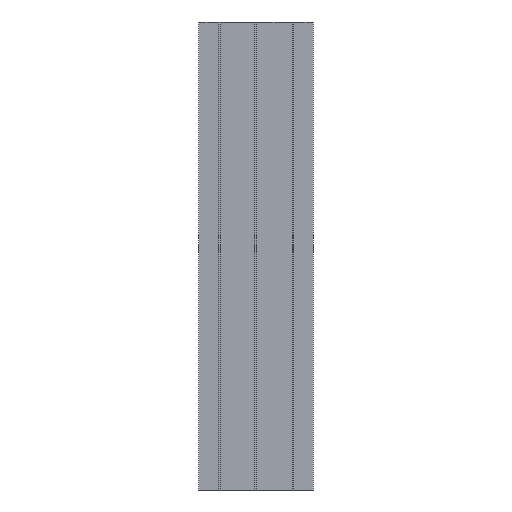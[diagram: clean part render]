
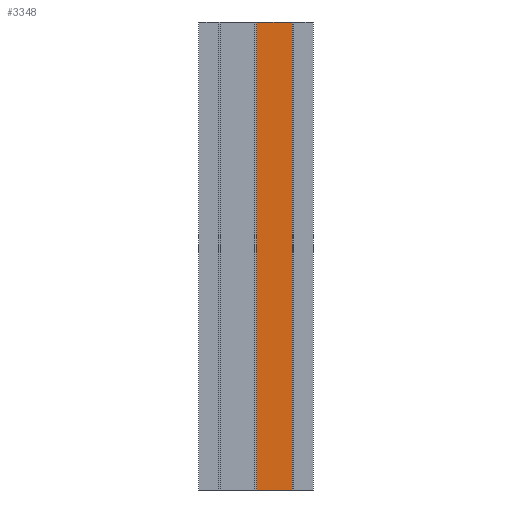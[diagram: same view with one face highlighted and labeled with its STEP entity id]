
A CAD part, left-side view. The second image highlights one B-rep face of the part: STEP entity #3348.
In plain terms, the highlighted planar face has unit normal (-1, 0, 0).
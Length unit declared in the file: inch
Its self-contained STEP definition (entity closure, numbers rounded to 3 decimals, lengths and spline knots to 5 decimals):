
#35 = EDGE_CURVE ( 'NONE', #511, #514, #2067, .T. ) ;
#72 = EDGE_CURVE ( 'NONE', #2815, #541, #2418, .T. ) ;
#76 = EDGE_CURVE ( 'NONE', #511, #2815, #1400, .T. ) ;
#80 = EDGE_CURVE ( 'NONE', #514, #541, #1415, .T. ) ;
#177 = AXIS2_PLACEMENT_3D ( 'NONE', #2543, #2568, #2570 ) ;
#511 = VERTEX_POINT ( 'NONE', #2050 ) ;
#514 = VERTEX_POINT ( 'NONE', #1938 ) ;
#541 = VERTEX_POINT ( 'NONE', #2406 ) ;
#624 = ORIENTED_EDGE ( 'NONE', *, *, #80, .T. ) ;
#654 = ORIENTED_EDGE ( 'NONE', *, *, #35, .T. ) ;
#1025 = FACE_OUTER_BOUND ( 'NONE', #1863, .T. ) ;
#1375 = ORIENTED_EDGE ( 'NONE', *, *, #72, .F. ) ;
#1400 = LINE ( 'NONE', #3596, #2168 ) ;
#1415 = LINE ( 'NONE', #3662, #2603 ) ;
#1439 = VECTOR ( 'NONE', #3803, 39.37008 ) ;
#1863 = EDGE_LOOP ( 'NONE', ( #624, #1375, #2327, #654 ) ) ;
#1938 = CARTESIAN_POINT ( 'NONE',  ( -0.20365, -0.28321, 0. ) ) ;
#2050 = CARTESIAN_POINT ( 'NONE',  ( -0.20365, -0.28321, 9. ) ) ;
#2067 = LINE ( 'NONE', #3601, #2526 ) ;
#2168 = VECTOR ( 'NONE', #3595, 39.37008 ) ;
#2311 = CARTESIAN_POINT ( 'NONE',  ( -0.20365, -0.95929, 9. ) ) ;
#2327 = ORIENTED_EDGE ( 'NONE', *, *, #76, .F. ) ;
#2406 = CARTESIAN_POINT ( 'NONE',  ( -0.20365, -0.95929, 0. ) ) ;
#2418 = LINE ( 'NONE', #3762, #1439 ) ;
#2526 = VECTOR ( 'NONE', #3504, 39.37008 ) ;
#2543 = CARTESIAN_POINT ( 'NONE',  ( -0.20365, -0.95929, 9. ) ) ;
#2554 = PLANE ( 'NONE',  #177 ) ;
#2568 = DIRECTION ( 'NONE',  ( 1., 0., 0. ) ) ;
#2570 = DIRECTION ( 'NONE',  ( 0., 0., -1. ) ) ;
#2603 = VECTOR ( 'NONE', #3505, 39.37008 ) ;
#2815 = VERTEX_POINT ( 'NONE', #2311 ) ;
#3348 = ADVANCED_FACE ( 'NONE', ( #1025 ), #2554, .F. ) ;
#3504 = DIRECTION ( 'NONE',  ( 0., 0., -1. ) ) ;
#3505 = DIRECTION ( 'NONE',  ( 0., -1., 0. ) ) ;
#3595 = DIRECTION ( 'NONE',  ( 0., -1., 0. ) ) ;
#3596 = CARTESIAN_POINT ( 'NONE',  ( -0.20365, -0.95929, 9. ) ) ;
#3601 = CARTESIAN_POINT ( 'NONE',  ( -0.20365, -0.28321, 9. ) ) ;
#3662 = CARTESIAN_POINT ( 'NONE',  ( -0.20365, -0.95929, 0. ) ) ;
#3762 = CARTESIAN_POINT ( 'NONE',  ( -0.20365, -0.95929, 9. ) ) ;
#3803 = DIRECTION ( 'NONE',  ( 0., 0., -1. ) ) ;
